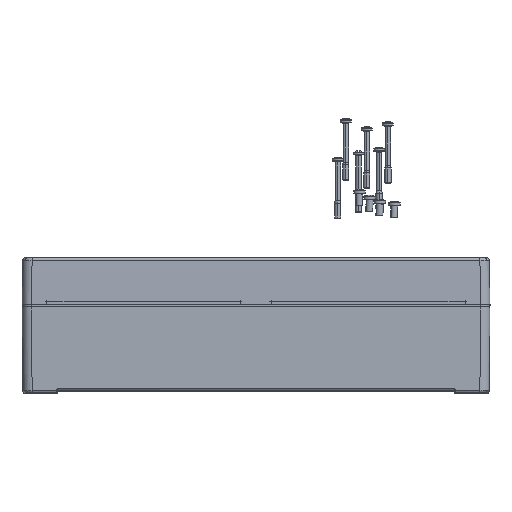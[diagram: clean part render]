
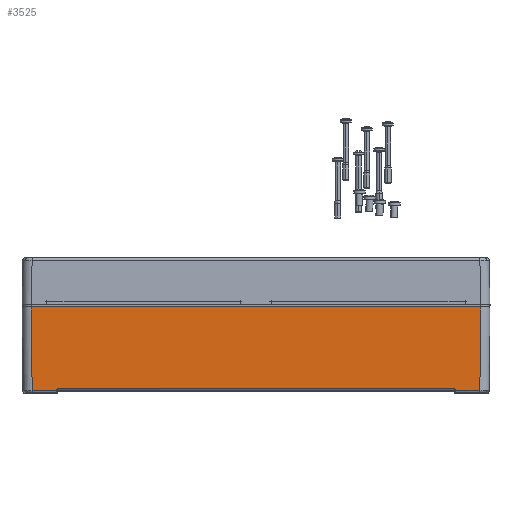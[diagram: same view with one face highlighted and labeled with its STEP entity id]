
A CAD part, top view. The second image highlights one B-rep face of the part: STEP entity #3525.
In plain terms, the highlighted planar face has unit normal (0, -0.009, 1).
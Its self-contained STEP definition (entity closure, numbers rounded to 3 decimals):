
#1020 = VERTEX_POINT ( 'NONE', #6579 ) ;
#1465 = EDGE_CURVE ( 'NONE', #1020, #1474, #8366, .T. ) ;
#1474 = VERTEX_POINT ( 'NONE', #8351 ) ;
#3028 = VERTEX_POINT ( 'NONE', #12536 ) ;
#3524 = ORIENTED_EDGE ( 'NONE', *, *, #3526, .T. ) ;
#3525 = ADVANCED_FACE ( 'NONE', ( #13981 ), #13986, .T. ) ;
#3526 = EDGE_CURVE ( 'NONE', #3537, #3540, #13979, .T. ) ;
#3528 = EDGE_LOOP ( 'NONE', ( #3524, #60658, #3872, #3875, #3834, #3822, #3752, #4131, #4073, #4074 ) ) ;
#3537 = VERTEX_POINT ( 'NONE', #14021 ) ;
#3540 = VERTEX_POINT ( 'NONE', #14020 ) ;
#3750 = EDGE_CURVE ( 'NONE', #1474, #3028, #14432, .T. ) ;
#3752 = ORIENTED_EDGE ( 'NONE', *, *, #3750, .T. ) ;
#3821 = EDGE_CURVE ( 'NONE', #3882, #1020, #14600, .T. ) ;
#3822 = ORIENTED_EDGE ( 'NONE', *, *, #1465, .T. ) ;
#3834 = ORIENTED_EDGE ( 'NONE', *, *, #3821, .T. ) ;
#3872 = ORIENTED_EDGE ( 'NONE', *, *, #3880, .T. ) ;
#3873 = VERTEX_POINT ( 'NONE', #14705 ) ;
#3875 = ORIENTED_EDGE ( 'NONE', *, *, #3876, .T. ) ;
#3876 = EDGE_CURVE ( 'NONE', #3873, #3882, #14700, .T. ) ;
#3880 = EDGE_CURVE ( 'NONE', #3883, #3873, #14691, .T. ) ;
#3882 = VERTEX_POINT ( 'NONE', #14722 ) ;
#3883 = VERTEX_POINT ( 'NONE', #14721 ) ;
#3923 = EDGE_CURVE ( 'NONE', #3540, #3883, #14784, .T. ) ;
#4056 = EDGE_CURVE ( 'NONE', #4078, #3537, #15228, .T. ) ;
#4060 = EDGE_CURVE ( 'NONE', #4114, #4078, #15261, .T. ) ;
#4073 = ORIENTED_EDGE ( 'NONE', *, *, #4060, .T. ) ;
#4074 = ORIENTED_EDGE ( 'NONE', *, *, #4056, .T. ) ;
#4078 = VERTEX_POINT ( 'NONE', #15291 ) ;
#4114 = VERTEX_POINT ( 'NONE', #15373 ) ;
#4130 = EDGE_CURVE ( 'NONE', #3028, #4114, #15347, .T. ) ;
#4131 = ORIENTED_EDGE ( 'NONE', *, *, #4130, .T. ) ;
#6579 = CARTESIAN_POINT ( 'NONE',  ( 143.975, -3., 114.974 ) ) ;
#8351 = CARTESIAN_POINT ( 'NONE',  ( -143.975, -3., 114.974 ) ) ;
#8354 = DIRECTION ( 'NONE',  ( -1., 0., 0. ) ) ;
#8355 = VECTOR ( 'NONE', #8354, 1000. ) ;
#8363 = CARTESIAN_POINT ( 'NONE',  ( -150., -3., 114.974 ) ) ;
#8366 = LINE ( 'NONE', #8363, #8355 ) ;
#12536 = CARTESIAN_POINT ( 'NONE',  ( -143.517, -56.513, 114.517 ) ) ;
#13973 = DIRECTION ( 'NONE',  ( 1., 0., 0. ) ) ;
#13974 = VECTOR ( 'NONE', #13973, 1000. ) ;
#13975 = CARTESIAN_POINT ( 'NONE',  ( -150., -55.013, 114.53 ) ) ;
#13976 = DIRECTION ( 'NONE',  ( 0., -1., -0.009 ) ) ;
#13977 = DIRECTION ( 'NONE',  ( 0., -0.009, 1. ) ) ;
#13978 = CARTESIAN_POINT ( 'NONE',  ( -150., 0., 115. ) ) ;
#13979 = LINE ( 'NONE', #13975, #13974 ) ;
#13980 = AXIS2_PLACEMENT_3D ( 'NONE', #13978, #13977, #13976 ) ;
#13981 = FACE_OUTER_BOUND ( 'NONE', #3528, .T. ) ;
#13986 = PLANE ( 'NONE',  #13980 ) ;
#14020 = CARTESIAN_POINT ( 'NONE',  ( 127.378, -55.013, 114.53 ) ) ;
#14021 = CARTESIAN_POINT ( 'NONE',  ( -127.378, -55.013, 114.53 ) ) ;
#14429 = DIRECTION ( 'NONE',  ( 0.009, -1., -0.009 ) ) ;
#14430 = VECTOR ( 'NONE', #14429, 1000. ) ;
#14431 = CARTESIAN_POINT ( 'NONE',  ( -144.001, 0.051, 115. ) ) ;
#14432 = LINE ( 'NONE', #14431, #14430 ) ;
#14597 = DIRECTION ( 'NONE',  ( 0.009, 1., 0.009 ) ) ;
#14598 = VECTOR ( 'NONE', #14597, 1000. ) ;
#14599 = CARTESIAN_POINT ( 'NONE',  ( 143.979, -2.514, 114.978 ) ) ;
#14600 = LINE ( 'NONE', #14599, #14598 ) ;
#14687 = DIRECTION ( 'NONE',  ( 0.009, -1., -0.009 ) ) ;
#14688 = VECTOR ( 'NONE', #14687, 1000. ) ;
#14690 = CARTESIAN_POINT ( 'NONE',  ( 127.077, 2.418, 115.021 ) ) ;
#14691 = LINE ( 'NONE', #14690, #14688 ) ;
#14697 = DIRECTION ( 'NONE',  ( 1., 0., 0. ) ) ;
#14698 = VECTOR ( 'NONE', #14697, 1000. ) ;
#14699 = CARTESIAN_POINT ( 'NONE',  ( -150., -56.513, 114.517 ) ) ;
#14700 = LINE ( 'NONE', #14699, #14698 ) ;
#14705 = CARTESIAN_POINT ( 'NONE',  ( 127.591, -56.513, 114.517 ) ) ;
#14721 = CARTESIAN_POINT ( 'NONE',  ( 127.585, -55.786, 114.523 ) ) ;
#14722 = CARTESIAN_POINT ( 'NONE',  ( 143.517, -56.513, 114.517 ) ) ;
#14774 = CARTESIAN_POINT ( 'NONE',  ( 127.585, -55.786, 114.523 ) ) ;
#14775 = CARTESIAN_POINT ( 'NONE',  ( 127.583, -55.65, 114.524 ) ) ;
#14776 = CARTESIAN_POINT ( 'NONE',  ( 127.553, -55.52, 114.525 ) ) ;
#14777 = CARTESIAN_POINT ( 'NONE',  ( 127.475, -55.263, 114.527 ) ) ;
#14778 = CARTESIAN_POINT ( 'NONE',  ( 127.426, -55.138, 114.528 ) ) ;
#14779 = CARTESIAN_POINT ( 'NONE',  ( 127.378, -55.013, 114.53 ) ) ;
#14784 = B_SPLINE_CURVE_WITH_KNOTS ( 'NONE', 3,
 ( #14779, #14778, #14777, #14776, #14775, #14774 ),
 .UNSPECIFIED., .F., .F.,
 ( 4, 2, 4 ),
 ( 0., 0., 0.001 ),
 .UNSPECIFIED. ) ;
#15220 = CARTESIAN_POINT ( 'NONE',  ( -127.378, -55.013, 114.53 ) ) ;
#15221 = CARTESIAN_POINT ( 'NONE',  ( -127.426, -55.137, 114.528 ) ) ;
#15222 = CARTESIAN_POINT ( 'NONE',  ( -127.475, -55.263, 114.527 ) ) ;
#15223 = CARTESIAN_POINT ( 'NONE',  ( -127.553, -55.52, 114.525 ) ) ;
#15224 = CARTESIAN_POINT ( 'NONE',  ( -127.583, -55.65, 114.524 ) ) ;
#15225 = CARTESIAN_POINT ( 'NONE',  ( -127.585, -55.786, 114.523 ) ) ;
#15228 = B_SPLINE_CURVE_WITH_KNOTS ( 'NONE', 3,
 ( #15225, #15224, #15223, #15222, #15221, #15220 ),
 .UNSPECIFIED., .F., .F.,
 ( 4, 2, 4 ),
 ( 0., 0., 0.001 ),
 .UNSPECIFIED. ) ;
#15257 = DIRECTION ( 'NONE',  ( 0.009, 1., 0.009 ) ) ;
#15258 = VECTOR ( 'NONE', #15257, 1000. ) ;
#15259 = CARTESIAN_POINT ( 'NONE',  ( -127.578, -55.012, 114.53 ) ) ;
#15261 = LINE ( 'NONE', #15259, #15258 ) ;
#15291 = CARTESIAN_POINT ( 'NONE',  ( -127.585, -55.786, 114.523 ) ) ;
#15344 = DIRECTION ( 'NONE',  ( 1., 0., 0. ) ) ;
#15345 = VECTOR ( 'NONE', #15344, 1000. ) ;
#15346 = CARTESIAN_POINT ( 'NONE',  ( -150., -56.513, 114.517 ) ) ;
#15347 = LINE ( 'NONE', #15346, #15345 ) ;
#15373 = CARTESIAN_POINT ( 'NONE',  ( -127.591, -56.513, 114.517 ) ) ;
#60658 = ORIENTED_EDGE ( 'NONE', *, *, #3923, .T. ) ;
